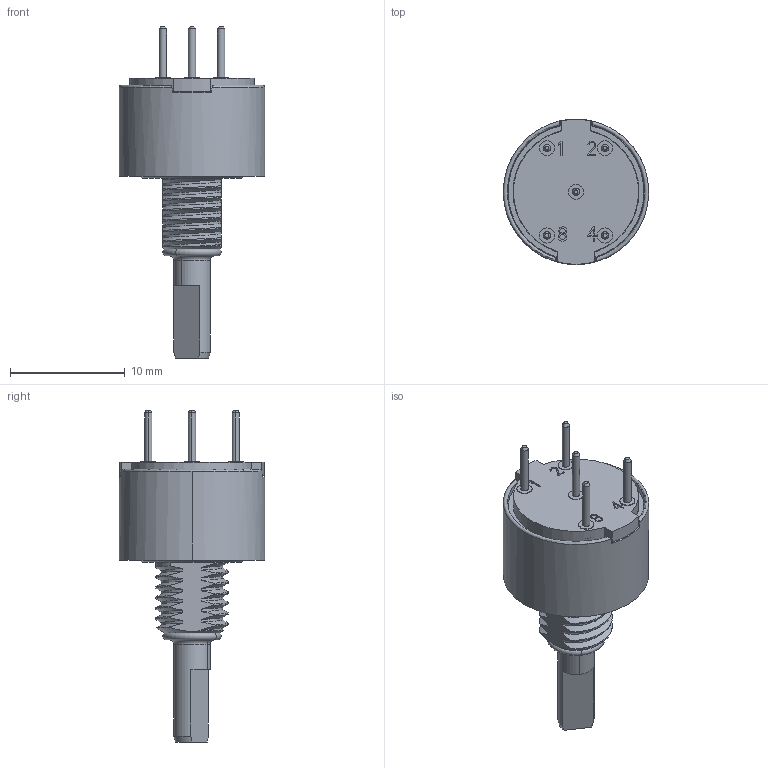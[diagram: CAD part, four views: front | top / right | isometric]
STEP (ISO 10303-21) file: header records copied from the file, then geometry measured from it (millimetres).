
FILE_DESCRIPTION((''),'2;1');
FILE_NAME('26GS22-01A16S_SW0001','2013-12-05T',('Administrator'),(''),'PRO/ENGINEER BY PARAMETRIC TECHNOLOGY CORPORATION, 2006200','PRO/ENGINEER BY PARAMETRIC TECHNOLOGY CORPORATION, 2006200','');
FILE_SCHEMA(('CONFIG_CONTROL_DESIGN'));
Length unit declared in the file: inch
Products named in the file (1): 26GS22-01A16S_SW0001
Bounding box: 12.7 x 12.7 x 28.98 mm (x, y, z)
Volume: 749.1 mm3; surface area: 1802 mm2
Topology: 1 solids, 5 shells, 491 faces, 1233 edges, 800 vertices
Faces by surface type: plane 200, cylinder 156, torus 52, bspline 42, cone 25, sphere 16
Entity records: 21630 total; most frequent: CARTESIAN_POINT 6276, ORIENTED_EDGE 2466, DIRECTION 2446, EDGE_CURVE 1233, AXIS2_PLACEMENT_3D 907, VERTEX_POINT 800, VECTOR 632, LINE 632
